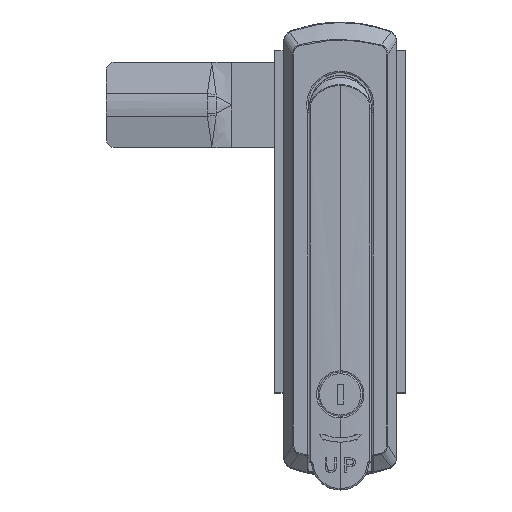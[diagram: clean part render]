
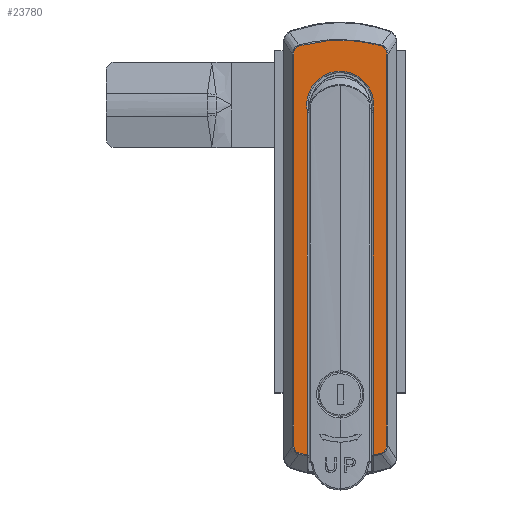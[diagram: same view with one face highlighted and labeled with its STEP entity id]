
A CAD part, top view. The second image highlights one B-rep face of the part: STEP entity #23780.
In plain terms, the highlighted planar face has unit normal (0, 0, 1).
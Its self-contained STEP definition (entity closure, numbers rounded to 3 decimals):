
#1397=B_SPLINE_CURVE_WITH_KNOTS('',3,(#90601,#90602,#90603,#90604),
 .UNSPECIFIED.,.F.,.F.,(4,4),(2.833,3.136),
 .UNSPECIFIED.);
#1400=B_SPLINE_CURVE_WITH_KNOTS('',3,(#90644,#90645,#90646,#90647,#90648,
#90649),.UNSPECIFIED.,.F.,.F.,(4,1,1,4),(0.,0.105,
0.209,0.366),.UNSPECIFIED.);
#1402=B_SPLINE_CURVE_WITH_KNOTS('',3,(#90689,#90690,#90691,#90692,#90693,
#90694),.UNSPECIFIED.,.F.,.F.,(4,1,1,4),(0.,0.157,
0.262,0.366),.UNSPECIFIED.);
#1404=B_SPLINE_CURVE_WITH_KNOTS('',3,(#90771,#90772,#90773,#90774,#90775,
#90776),.UNSPECIFIED.,.F.,.F.,(4,1,1,4),(0.,1.253,2.089,
2.924),.UNSPECIFIED.);
#1406=B_SPLINE_CURVE_WITH_KNOTS('',3,(#90810,#90811,#90812,#90813,#90814,
#90815),.UNSPECIFIED.,.F.,.F.,(4,1,1,4),(0.,0.105,
0.157,0.366),.UNSPECIFIED.);
#1408=B_SPLINE_CURVE_WITH_KNOTS('',3,(#90855,#90856,#90857,#90858,#90859,
#90860),.UNSPECIFIED.,.F.,.F.,(4,1,1,4),(0.,0.209,
0.262,0.366),.UNSPECIFIED.);
#1410=B_SPLINE_CURVE_WITH_KNOTS('',3,(#90881,#90882,#90883,#90884),
 .UNSPECIFIED.,.F.,.F.,(4,4),(0.,0.303),.UNSPECIFIED.);
#2320=CIRCLE('',#25243,4.5);
#2323=CIRCLE('',#25247,11.75);
#2326=CIRCLE('',#25251,4.5);
#3895=FACE_OUTER_BOUND('',#5267,.T.);
#5267=EDGE_LOOP('',(#20780,#20781,#20782,#20783,#20784,#20785,#20786,#20787,
#20788,#20789,#20790,#20791,#20792,#20793));
#6975=LINE('',#90655,#8741);
#6977=LINE('',#90821,#8743);
#6978=LINE('',#90930,#8744);
#6980=LINE('',#90951,#8746);
#8741=VECTOR('',#29284,10.);
#8743=VECTOR('',#29296,10.);
#8744=VECTOR('',#29303,10.);
#8746=VECTOR('',#29331,10.);
#11051=VERTEX_POINT('',#90531);
#11054=VERTEX_POINT('',#90578);
#11057=VERTEX_POINT('',#90600);
#11059=VERTEX_POINT('',#90635);
#11061=VERTEX_POINT('',#90651);
#11063=VERTEX_POINT('',#90680);
#11065=VERTEX_POINT('',#90719);
#11067=VERTEX_POINT('',#90801);
#11069=VERTEX_POINT('',#90817);
#11071=VERTEX_POINT('',#90846);
#11075=VERTEX_POINT('',#90928);
#11077=VERTEX_POINT('',#90934);
#11079=VERTEX_POINT('',#90940);
#11081=VERTEX_POINT('',#90946);
#14394=EDGE_CURVE('',#11054,#11057,#1397,.T.);
#14399=EDGE_CURVE('',#11057,#11059,#1400,.T.);
#14402=EDGE_CURVE('',#11059,#11061,#6975,.T.);
#14405=EDGE_CURVE('',#11061,#11063,#1402,.T.);
#14408=EDGE_CURVE('',#11063,#11065,#1404,.T.);
#14411=EDGE_CURVE('',#11065,#11067,#1406,.T.);
#14414=EDGE_CURVE('',#11067,#11069,#6977,.T.);
#14417=EDGE_CURVE('',#11069,#11071,#1408,.T.);
#14419=EDGE_CURVE('',#11071,#11051,#1410,.T.);
#14424=EDGE_CURVE('',#11075,#11054,#6978,.T.);
#14427=EDGE_CURVE('',#11077,#11075,#2320,.T.);
#14430=EDGE_CURVE('',#11079,#11077,#2323,.T.);
#14433=EDGE_CURVE('',#11081,#11079,#2326,.T.);
#14435=EDGE_CURVE('',#11051,#11081,#6980,.T.);
#20780=ORIENTED_EDGE('',*,*,#14394,.F.);
#20781=ORIENTED_EDGE('',*,*,#14424,.F.);
#20782=ORIENTED_EDGE('',*,*,#14427,.F.);
#20783=ORIENTED_EDGE('',*,*,#14430,.F.);
#20784=ORIENTED_EDGE('',*,*,#14433,.F.);
#20785=ORIENTED_EDGE('',*,*,#14435,.F.);
#20786=ORIENTED_EDGE('',*,*,#14419,.F.);
#20787=ORIENTED_EDGE('',*,*,#14417,.F.);
#20788=ORIENTED_EDGE('',*,*,#14414,.F.);
#20789=ORIENTED_EDGE('',*,*,#14411,.F.);
#20790=ORIENTED_EDGE('',*,*,#14408,.F.);
#20791=ORIENTED_EDGE('',*,*,#14405,.F.);
#20792=ORIENTED_EDGE('',*,*,#14402,.F.);
#20793=ORIENTED_EDGE('',*,*,#14399,.F.);
#22627=PLANE('',#25261);
#23780=ADVANCED_FACE('',(#3895),#22627,.T.);
#25243=AXIS2_PLACEMENT_3D('',#90936,#29309,#29310);
#25247=AXIS2_PLACEMENT_3D('',#90942,#29317,#29318);
#25251=AXIS2_PLACEMENT_3D('',#90948,#29325,#29326);
#25261=AXIS2_PLACEMENT_3D('',#91123,#29356,#29357);
#29284=DIRECTION('',(0.,1.,0.));
#29296=DIRECTION('',(0.,-1.,0.));
#29303=DIRECTION('',(0.,-1.,0.));
#29309=DIRECTION('center_axis',(0.,0.,
-1.));
#29310=DIRECTION('ref_axis',(0.996,0.088,0.));
#29317=DIRECTION('center_axis',(0.,0.,
1.));
#29318=DIRECTION('ref_axis',(0.,1.,0.));
#29325=DIRECTION('center_axis',(0.,0.,
-1.));
#29326=DIRECTION('ref_axis',(-0.996,0.088,0.));
#29331=DIRECTION('',(0.,1.,0.));
#29356=DIRECTION('center_axis',(0.,0.,
1.));
#29357=DIRECTION('ref_axis',(1.,0.,0.));
#90531=CARTESIAN_POINT('',(11.5,-72.071,7.));
#90578=CARTESIAN_POINT('',(-11.5,-72.071,7.));
#90600=CARTESIAN_POINT('',(-14.449,-71.376,7.));
#90601=CARTESIAN_POINT('Ctrl Pts',(-11.5,-72.071,7.));
#90602=CARTESIAN_POINT('Ctrl Pts',(-12.488,-71.861,
7.));
#90603=CARTESIAN_POINT('Ctrl Pts',(-13.471,-71.629,
7.));
#90604=CARTESIAN_POINT('Ctrl Pts',(-14.449,-71.376,
7.));
#90635=CARTESIAN_POINT('',(-16.244,-68.502,7.));
#90644=CARTESIAN_POINT('Ctrl Pts',(-14.449,-71.376,
7.));
#90645=CARTESIAN_POINT('Ctrl Pts',(-14.787,-71.289,7.));
#90646=CARTESIAN_POINT('Ctrl Pts',(-15.425,-70.951,
7.));
#90647=CARTESIAN_POINT('Ctrl Pts',(-16.117,-69.908,
7.));
#90648=CARTESIAN_POINT('Ctrl Pts',(-16.244,-69.025,
7.));
#90649=CARTESIAN_POINT('Ctrl Pts',(-16.244,-68.502,
7.));
#90651=CARTESIAN_POINT('',(-16.244,68.502,7.));
#90655=CARTESIAN_POINT('',(-16.244,-37.875,7.));
#90680=CARTESIAN_POINT('',(-14.449,71.376,7.));
#90689=CARTESIAN_POINT('Ctrl Pts',(-16.244,68.502,7.));
#90690=CARTESIAN_POINT('Ctrl Pts',(-16.244,69.025,7.));
#90691=CARTESIAN_POINT('Ctrl Pts',(-16.117,69.908,7.));
#90692=CARTESIAN_POINT('Ctrl Pts',(-15.424,70.951,7.));
#90693=CARTESIAN_POINT('Ctrl Pts',(-14.787,71.289,7.));
#90694=CARTESIAN_POINT('Ctrl Pts',(-14.449,71.376,7.));
#90719=CARTESIAN_POINT('',(14.449,71.376,7.));
#90771=CARTESIAN_POINT('Ctrl Pts',(-14.449,71.376,7.));
#90772=CARTESIAN_POINT('Ctrl Pts',(-10.405,72.422,7.));
#90773=CARTESIAN_POINT('Ctrl Pts',(-3.496,73.594,7.));
#90774=CARTESIAN_POINT('Ctrl Pts',(6.279,73.166,7.));
#90775=CARTESIAN_POINT('Ctrl Pts',(11.753,72.074,7.));
#90776=CARTESIAN_POINT('Ctrl Pts',(14.449,71.376,7.));
#90801=CARTESIAN_POINT('',(16.244,68.502,7.));
#90810=CARTESIAN_POINT('Ctrl Pts',(14.449,71.376,7.));
#90811=CARTESIAN_POINT('Ctrl Pts',(14.787,71.289,7.));
#90812=CARTESIAN_POINT('Ctrl Pts',(15.262,71.039,7.));
#90813=CARTESIAN_POINT('Ctrl Pts',(16.067,70.1,7.));
#90814=CARTESIAN_POINT('Ctrl Pts',(16.244,69.2,7.));
#90815=CARTESIAN_POINT('Ctrl Pts',(16.244,68.502,7.));
#90817=CARTESIAN_POINT('',(16.244,-68.502,7.));
#90821=CARTESIAN_POINT('',(16.244,37.875,7.));
#90846=CARTESIAN_POINT('',(14.449,-71.376,7.));
#90855=CARTESIAN_POINT('Ctrl Pts',(16.244,-68.502,7.));
#90856=CARTESIAN_POINT('Ctrl Pts',(16.244,-69.2,7.));
#90857=CARTESIAN_POINT('Ctrl Pts',(16.067,-70.1,7.));
#90858=CARTESIAN_POINT('Ctrl Pts',(15.262,-71.039,7.));
#90859=CARTESIAN_POINT('Ctrl Pts',(14.787,-71.289,7.));
#90860=CARTESIAN_POINT('Ctrl Pts',(14.449,-71.376,7.));
#90881=CARTESIAN_POINT('Ctrl Pts',(14.449,-71.376,7.));
#90882=CARTESIAN_POINT('Ctrl Pts',(13.471,-71.629,7.));
#90883=CARTESIAN_POINT('Ctrl Pts',(12.488,-71.861,7.));
#90884=CARTESIAN_POINT('Ctrl Pts',(11.5,-72.071,7.));
#90928=CARTESIAN_POINT('',(-11.5,47.911,7.));
#90930=CARTESIAN_POINT('',(-11.5,-7.076,7.));
#90934=CARTESIAN_POINT('',(-11.569,48.697,7.));
#90936=CARTESIAN_POINT('Origin',(-16.,47.911,7.));
#90940=CARTESIAN_POINT('',(11.569,48.697,7.));
#90942=CARTESIAN_POINT('Origin',(0.,50.75,7.));
#90946=CARTESIAN_POINT('',(11.5,47.911,7.));
#90948=CARTESIAN_POINT('Origin',(16.,47.911,7.));
#90951=CARTESIAN_POINT('',(11.5,-7.076,7.));
#91123=CARTESIAN_POINT('Origin',(0.,0.,
7.));
